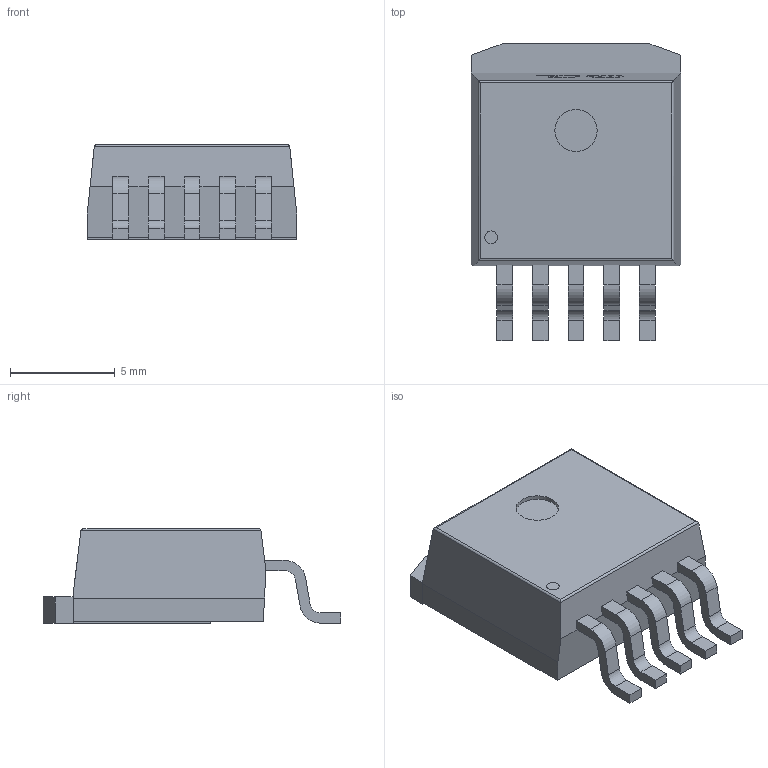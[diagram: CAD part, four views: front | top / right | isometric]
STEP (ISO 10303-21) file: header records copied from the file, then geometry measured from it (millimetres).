
FILE_DESCRIPTION(/* description */ (''),/* implementation_level */ '2;1');
FILE_NAME(/* name */ 'TO263-5A.step',/* time_stamp */ '2023-06-11T10:24:56+08:00',/* author */ (''),/* organization */ (''),/* preprocessor_version */ 'ST-DEVELOPER v19.2',/* originating_system */ 'Autodesk Translation Framework v12.6.0.85',/* authorisation */ '');
FILE_SCHEMA (('AUTOMOTIVE_DESIGN { 1 0 10303 214 3 1 1 }'));
Length unit declared in the file: millimetre
Products named in the file (4): (未保存); U1; TO-263-5_L10.0-W9.2-P1.70-LS14.2-BL; SOLID
Assembly tree (3 placements, depth 4):
  (未保存)
    U1
      TO-263-5_L10.0-W9.2-P1.70-LS14.2-BL
        SOLID
Bounding box: 10 x 14.2 x 4.5 mm (x, y, z)
Volume: 415 mm3; surface area: 433.9 mm2
Topology: 1 solids, 1 shells, 319 faces, 878 edges, 582 vertices
Faces by surface type: plane 195, bspline 98, cylinder 26
Full cylindrical faces by diameter (mm): 0.605 x1, 2.015 x1
Entity records: 11098 total; most frequent: CARTESIAN_POINT 2914, ORIENTED_EDGE 1756, DIRECTION 1358, EDGE_CURVE 878, LINE 630, VECTOR 630, VERTEX_POINT 582, AXIS2_PLACEMENT_3D 364
